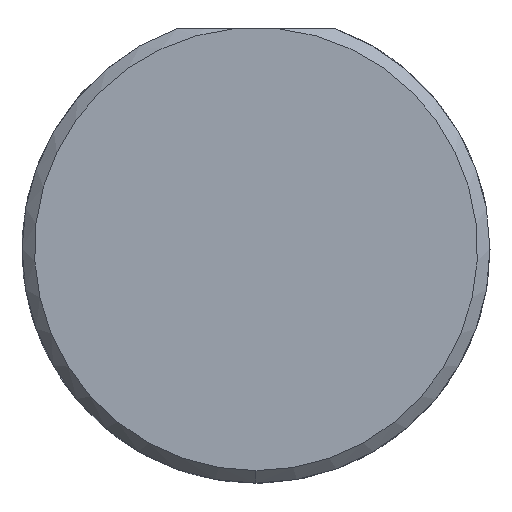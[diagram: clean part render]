
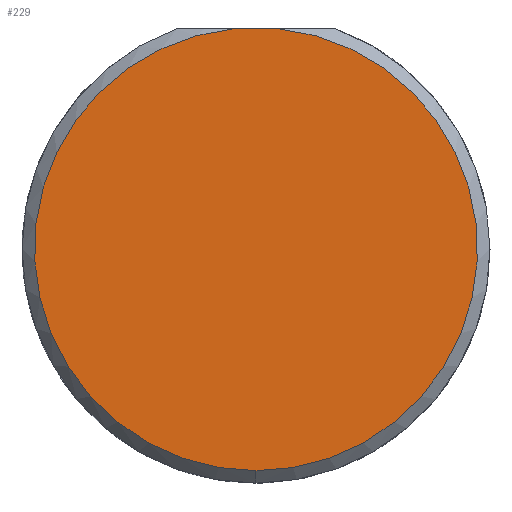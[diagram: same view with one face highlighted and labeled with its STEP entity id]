
A CAD part, left-side view. The second image highlights one B-rep face of the part: STEP entity #229.
In plain terms, the highlighted planar face has unit normal (-1, 0, 0).
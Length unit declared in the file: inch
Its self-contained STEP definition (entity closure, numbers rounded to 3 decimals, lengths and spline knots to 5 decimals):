
#5 = DIRECTION ( 'NONE',  ( -1., 0., 0. ) ) ;
#63 = EDGE_CURVE ( 'NONE', #596, #579, #410, .T. ) ;
#112 = AXIS2_PLACEMENT_3D ( 'NONE', #628, #5, #375 ) ;
#118 = DIRECTION ( 'NONE',  ( -1., 0., 0. ) ) ;
#149 = DIRECTION ( 'NONE',  ( 0., 0., -1. ) ) ;
#167 = EDGE_CURVE ( 'NONE', #579, #175, #242, .T. ) ;
#175 = VERTEX_POINT ( 'NONE', #445 ) ;
#185 = DIRECTION ( 'NONE',  ( 0., 0., -1. ) ) ;
#229 = ADVANCED_FACE ( 'NONE', ( #452 ), #265, .F. ) ;
#242 = CIRCLE ( 'NONE', #112, 0.17735 ) ;
#244 = CARTESIAN_POINT ( 'NONE',  ( 0., 0.01881, 0.17635 ) ) ;
#252 = CARTESIAN_POINT ( 'NONE',  ( 0., -0.01881, 0.17635 ) ) ;
#265 = PLANE ( 'NONE',  #637 ) ;
#273 = CIRCLE ( 'NONE', #286, 0.17735 ) ;
#278 = DIRECTION ( 'NONE',  ( 1., 0., 0. ) ) ;
#286 = AXIS2_PLACEMENT_3D ( 'NONE', #691, #118, #185 ) ;
#288 = ORIENTED_EDGE ( 'NONE', *, *, #63, .T. ) ;
#320 = EDGE_LOOP ( 'NONE', ( #288, #736, #397 ) ) ;
#375 = DIRECTION ( 'NONE',  ( 0., 0., -1. ) ) ;
#386 = VECTOR ( 'NONE', #424, 39.37008 ) ;
#397 = ORIENTED_EDGE ( 'NONE', *, *, #542, .T. ) ;
#410 = LINE ( 'NONE', #611, #386 ) ;
#424 = DIRECTION ( 'NONE',  ( 0., 1., 0. ) ) ;
#445 = CARTESIAN_POINT ( 'NONE',  ( 0., 0., -0.17735 ) ) ;
#452 = FACE_OUTER_BOUND ( 'NONE', #320, .T. ) ;
#542 = EDGE_CURVE ( 'NONE', #175, #596, #273, .T. ) ;
#579 = VERTEX_POINT ( 'NONE', #244 ) ;
#596 = VERTEX_POINT ( 'NONE', #252 ) ;
#611 = CARTESIAN_POINT ( 'NONE',  ( 0., 0.18735, 0.17635 ) ) ;
#628 = CARTESIAN_POINT ( 'NONE',  ( 0., 0., 0. ) ) ;
#636 = CARTESIAN_POINT ( 'NONE',  ( 0., 0., 0. ) ) ;
#637 = AXIS2_PLACEMENT_3D ( 'NONE', #636, #278, #149 ) ;
#691 = CARTESIAN_POINT ( 'NONE',  ( 0., 0., 0. ) ) ;
#736 = ORIENTED_EDGE ( 'NONE', *, *, #167, .T. ) ;
